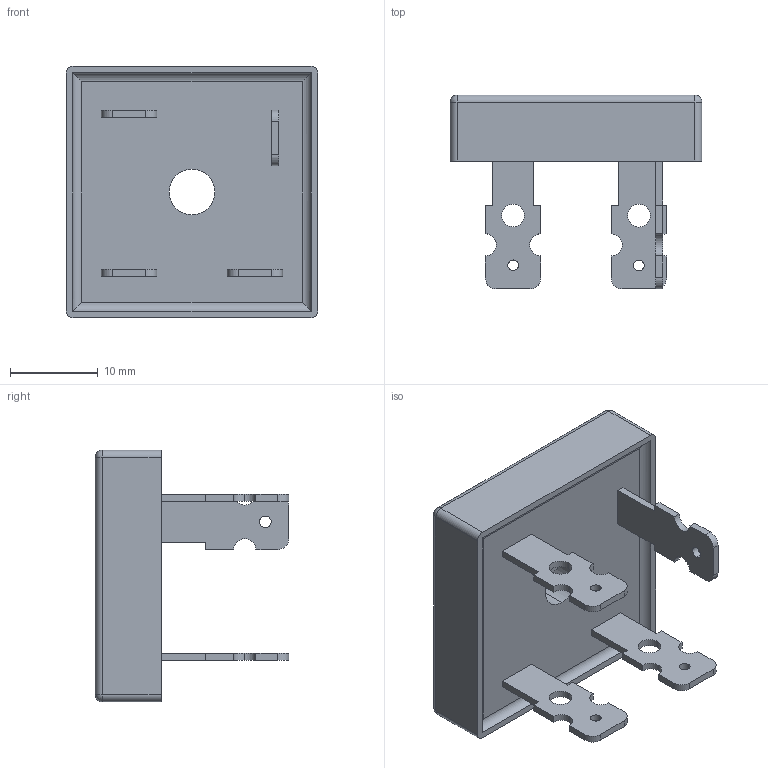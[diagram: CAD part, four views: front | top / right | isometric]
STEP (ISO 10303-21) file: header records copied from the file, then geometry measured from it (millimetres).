
FILE_DESCRIPTION (( 'STEP AP214' ), '1' );
FILE_NAME ('User Library-Diode Bridge.STEP', '2015-07-14T16:26:19', ( 'Windows User' ), ( '' ), 'SwSTEP 2.0', 'SolidWorks 2015', '' );
FILE_SCHEMA (( 'AUTOMOTIVE_DESIGN' ));
Length unit declared in the file: millimetre
Products named in the file (1): User Library-Diode Bridge
Bounding box: 28.6 x 22 x 28.6 mm (x, y, z)
Volume: 5649.9 mm3; surface area: 3303.7 mm2
Topology: 1 solids, 1 shells, 107 faces, 290 edges, 186 vertices
Faces by surface type: plane 53, cylinder 48, sphere 4, torus 2
Entity records: 4517 total; most frequent: CARTESIAN_POINT 592, DIRECTION 590, ORIENTED_EDGE 572, EDGE_CURVE 286, AXIS2_PLACEMENT_3D 200, VECTOR 190, LINE 190, VERTEX_POINT 186
